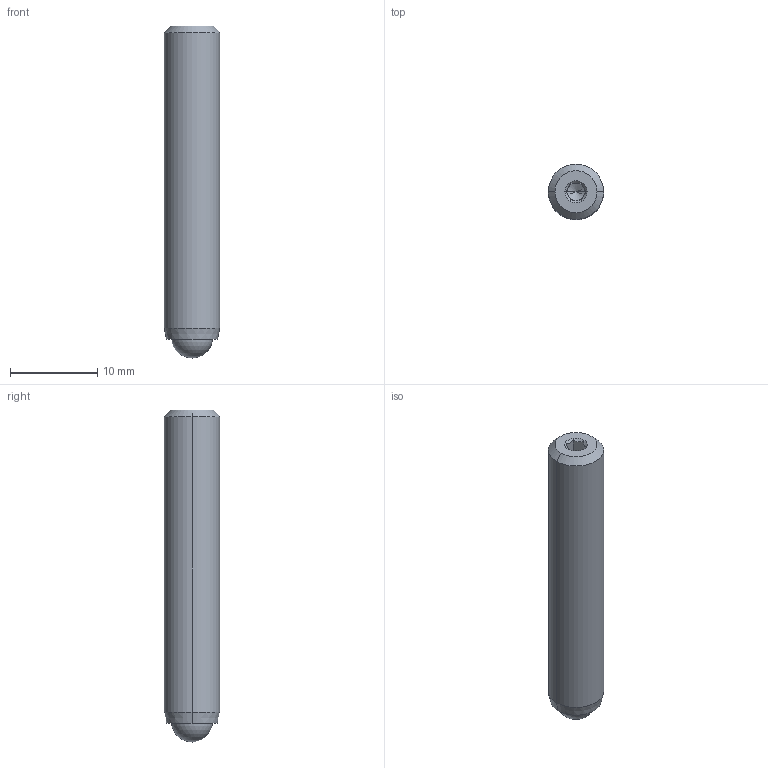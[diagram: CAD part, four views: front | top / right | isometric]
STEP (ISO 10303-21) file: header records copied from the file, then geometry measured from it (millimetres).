
FILE_DESCRIPTION (( 'STEP AP214' ), '1' );
FILE_NAME ('7645-E0W.STEP', '2020-04-28T14:54:35', ( '' ), ( '' ), 'SwSTEP 2.0', 'SolidWorks 2018', '' );
FILE_SCHEMA (( 'AUTOMOTIVE_DESIGN' ));
Length unit declared in the file: inch
Products named in the file (1): 7645-E0W
Bounding box: 6.35 x 6.35 x 38.1 mm (x, y, z)
Volume: 1136.3 mm3; surface area: 889.9 mm2
Topology: 2 solids, 2 shells, 38 faces, 86 edges, 48 vertices
Faces by surface type: plane 20, cone 10, cylinder 6, sphere 2
Entity records: 1561 total; most frequent: CARTESIAN_POINT 201, DIRECTION 182, ORIENTED_EDGE 156, EDGE_CURVE 78, AXIS2_PLACEMENT_3D 71, VERTEX_POINT 46, UNCERTAINTY_MEASURE_WITH_UNIT 42, DIMENSIONAL_EXPONENTS 42
